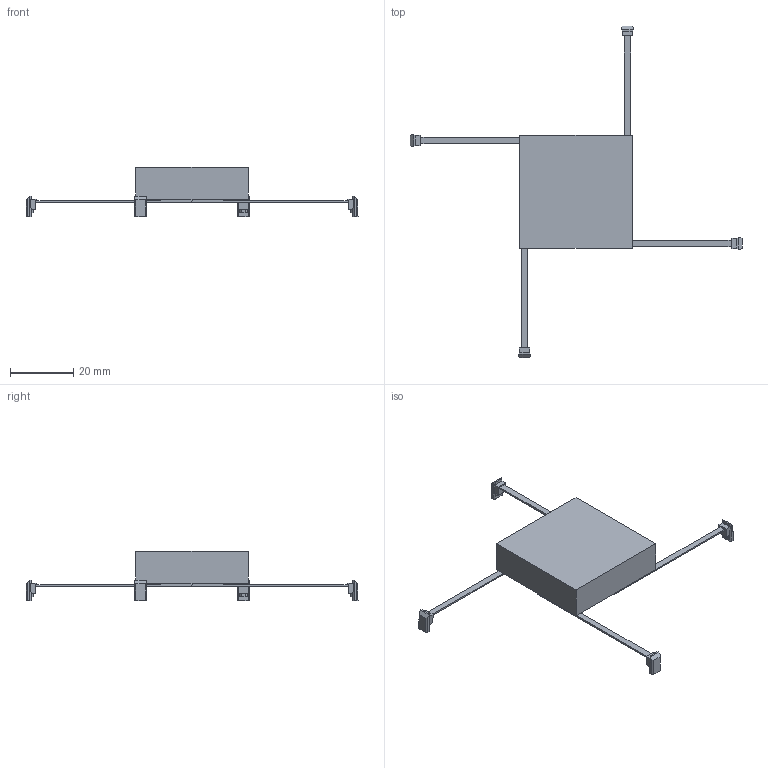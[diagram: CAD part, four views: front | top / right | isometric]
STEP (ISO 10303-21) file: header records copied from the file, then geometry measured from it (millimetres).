
FILE_DESCRIPTION(('FreeCAD Model'),'2;1');
FILE_NAME('Open CASCADE Shape Model','2023-12-22T14:32:37',('FreeCAD'),( 'FreeCAD'),'Open CASCADE STEP processor 7.6','FreeCAD','Unknown');
FILE_SCHEMA(('AUTOMOTIVE_DESIGN { 1 0 10303 214 1 1 1 1 }'));
Length unit declared in the file: millimetre
Products named in the file (1): Open CASCADE STEP translator 7.6 6
Bounding box: 104.6 x 104.6 x 15.5 mm (x, y, z)
Volume: 13090.3 mm3; surface area: 5193.7 mm2
Topology: 1 solids, 1 shells, 114 faces, 312 edges, 208 vertices
Faces by surface type: bspline 60, plane 54
Entity records: 3526 total; most frequent: CARTESIAN_POINT 1075, ORIENTED_EDGE 624, EDGE_CURVE 312, DIRECTION 282, VERTEX_POINT 208, LINE 172, VECTOR 172, B_SPLINE_CURVE_WITH_KNOTS 140
